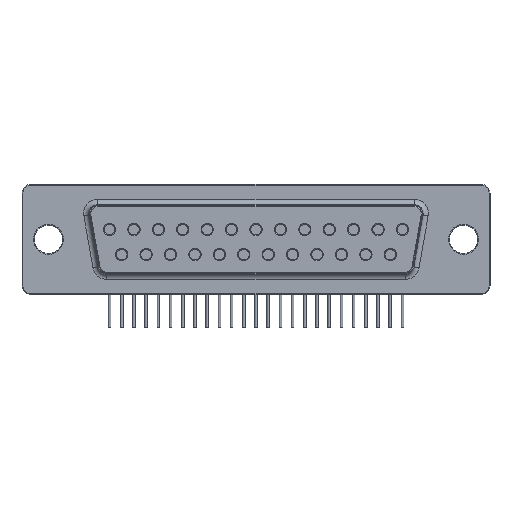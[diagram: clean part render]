
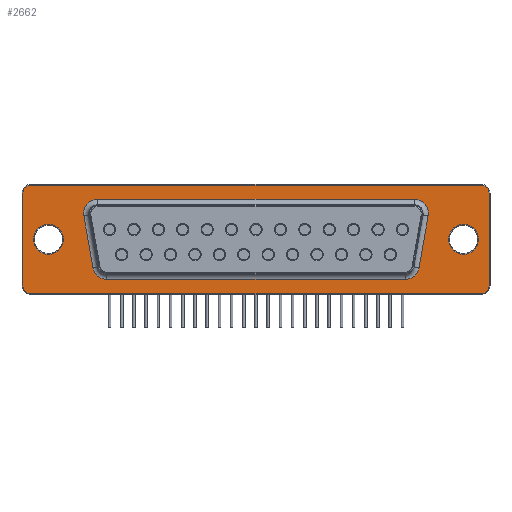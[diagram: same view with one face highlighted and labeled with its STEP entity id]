
A CAD part, front view. The second image highlights one B-rep face of the part: STEP entity #2662.
In plain terms, the highlighted planar face has unit normal (0, -1, 0).
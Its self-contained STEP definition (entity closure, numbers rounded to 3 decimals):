
#29=DIRECTION('',(0.,1.,0.));
#30=DIRECTION('',(0.,0.,-1.));
#36=VECTOR('',#37,1.);
#37=DIRECTION('',(-1.,0.,0.));
#60=DIRECTION('',(0.,0.,1.));
#66=VECTOR('',#67,1.);
#67=DIRECTION('',(1.,0.,0.));
#81=PLANE('',#82);
#82=AXIS2_PLACEMENT_3D('',#83,#84,#67);
#83=CARTESIAN_POINT('',(-16.62,-12.54,6.25));
#84=DIRECTION('',(0.,-1.,0.));
#2207=DIRECTION('',(0.985,0.,-0.173));
#2234=DIRECTION('',(-0.985,0.,-0.173));
#2419=CARTESIAN_POINT('',(-34.579,-12.54,9.2));
#2449=VECTOR('',#2450,1.);
#2450=DIRECTION('',(-0.173,0.,0.985));
#2471=CARTESIAN_POINT('',(1.339,-12.54,9.2));
#2489=CARTESIAN_POINT('',(-33.545,-12.54,3.3));
#2502=VECTOR('',#2503,1.);
#2503=DIRECTION('',(-0.173,0.,-0.985));
#2533=CARTESIAN_POINT('',(0.305,-12.54,3.3));
#2539=VERTEX_POINT('',#2540);
#2540=CARTESIAN_POINT('',(-36.155,-12.54,8.924));
#2548=VERTEX_POINT('',#2549);
#2549=CARTESIAN_POINT('',(-34.579,-12.54,10.8));
#2554=EDGE_CURVE('',#2539,#2548,#2555,.T.);
#2555=CIRCLE('',#2556,1.6);
#2556=AXIS2_PLACEMENT_3D('',#2419,#29,#2234);
#2562=ORIENTED_EDGE('',*,*,#2563,.T.);
#2563=EDGE_CURVE('',#2548,#2564,#2566,.T.);
#2564=VERTEX_POINT('',#2565);
#2565=CARTESIAN_POINT('',(1.339,-12.54,10.8));
#2566=LINE('',#2549,#66);
#2578=VERTEX_POINT('',#2579);
#2579=CARTESIAN_POINT('',(-35.121,-12.54,3.024));
#2583=ORIENTED_EDGE('',*,*,#2584,.T.);
#2584=EDGE_CURVE('',#2578,#2539,#2585,.T.);
#2585=LINE('',#2579,#2449);
#2593=VERTEX_POINT('',#2594);
#2594=CARTESIAN_POINT('',(2.915,-12.54,8.924));
#2599=EDGE_CURVE('',#2564,#2593,#2600,.T.);
#2600=CIRCLE('',#2601,1.6);
#2601=AXIS2_PLACEMENT_3D('',#2471,#29,#60);
#2609=VERTEX_POINT('',#2610);
#2610=CARTESIAN_POINT('',(-33.545,-12.54,1.7));
#2615=EDGE_CURVE('',#2609,#2578,#2616,.T.);
#2616=CIRCLE('',#2617,1.6);
#2617=AXIS2_PLACEMENT_3D('',#2489,#29,#30);
#2623=ORIENTED_EDGE('',*,*,#2624,.T.);
#2624=EDGE_CURVE('',#2593,#2625,#2627,.T.);
#2625=VERTEX_POINT('',#2626);
#2626=CARTESIAN_POINT('',(1.881,-12.54,3.024));
#2627=LINE('',#2594,#2502);
#2641=VERTEX_POINT('',#2642);
#2642=CARTESIAN_POINT('',(0.305,-12.54,1.7));
#2648=ORIENTED_EDGE('',*,*,#2649,.T.);
#2649=EDGE_CURVE('',#2641,#2609,#2650,.T.);
#2650=LINE('',#2642,#36);
#2657=EDGE_CURVE('',#2625,#2641,#2658,.T.);
#2658=CIRCLE('',#2659,1.6);
#2659=AXIS2_PLACEMENT_3D('',#2533,#29,#2207);
#2662=ADVANCED_FACE('',(#2663,#2669,#2721,#2730),#81,.T.);
#2663=FACE_BOUND('',#2664,.T.);
#2664=EDGE_LOOP('',(#2562,#2665,#2623,#2666,#2648,#2667,#2583,#2668));
#2665=ORIENTED_EDGE('',*,*,#2599,.T.);
#2666=ORIENTED_EDGE('',*,*,#2657,.T.);
#2667=ORIENTED_EDGE('',*,*,#2615,.T.);
#2668=ORIENTED_EDGE('',*,*,#2554,.T.);
#2669=FACE_BOUND('',#2670,.T.);
#2670=EDGE_LOOP('',(#2671,#2680,#2686,#2693,#2698,#2705,#2711,#2718));
#2671=ORIENTED_EDGE('',*,*,#2672,.T.);
#2672=EDGE_CURVE('',#2673,#2675,#2677,.T.);
#2673=VERTEX_POINT('',#2674);
#2674=CARTESIAN_POINT('',(8.93,-12.54,0.1));
#2675=VERTEX_POINT('',#2676);
#2676=CARTESIAN_POINT('',(9.83,-12.54,1.));
#2677=CIRCLE('',#2678,0.9);
#2678=AXIS2_PLACEMENT_3D('',#2679,#84,#30);
#2679=CARTESIAN_POINT('',(8.93,-12.54,1.));
#2680=ORIENTED_EDGE('',*,*,#2681,.T.);
#2681=EDGE_CURVE('',#2675,#2682,#2684,.T.);
#2682=VERTEX_POINT('',#2683);
#2683=CARTESIAN_POINT('',(9.83,-12.54,11.5));
#2684=LINE('',#2676,#2685);
#2685=VECTOR('',#60,1.);
#2686=ORIENTED_EDGE('',*,*,#2687,.T.);
#2687=EDGE_CURVE('',#2682,#2688,#2690,.T.);
#2688=VERTEX_POINT('',#2689);
#2689=CARTESIAN_POINT('',(8.93,-12.54,12.4));
#2690=CIRCLE('',#2691,0.9);
#2691=AXIS2_PLACEMENT_3D('',#2692,#84,#67);
#2692=CARTESIAN_POINT('',(8.93,-12.54,11.5));
#2693=ORIENTED_EDGE('',*,*,#2694,.T.);
#2694=EDGE_CURVE('',#2688,#2695,#2697,.T.);
#2695=VERTEX_POINT('',#2696);
#2696=CARTESIAN_POINT('',(-42.17,-12.54,12.4));
#2697=LINE('',#2689,#36);
#2698=ORIENTED_EDGE('',*,*,#2699,.T.);
#2699=EDGE_CURVE('',#2695,#2700,#2702,.T.);
#2700=VERTEX_POINT('',#2701);
#2701=CARTESIAN_POINT('',(-43.07,-12.54,11.5));
#2702=CIRCLE('',#2703,0.9);
#2703=AXIS2_PLACEMENT_3D('',#2704,#84,#60);
#2704=CARTESIAN_POINT('',(-42.17,-12.54,11.5));
#2705=ORIENTED_EDGE('',*,*,#2706,.T.);
#2706=EDGE_CURVE('',#2700,#2707,#2709,.T.);
#2707=VERTEX_POINT('',#2708);
#2708=CARTESIAN_POINT('',(-43.07,-12.54,1.));
#2709=LINE('',#2701,#2710);
#2710=VECTOR('',#30,1.);
#2711=ORIENTED_EDGE('',*,*,#2712,.T.);
#2712=EDGE_CURVE('',#2707,#2713,#2715,.T.);
#2713=VERTEX_POINT('',#2714);
#2714=CARTESIAN_POINT('',(-42.17,-12.54,0.1));
#2715=CIRCLE('',#2716,0.9);
#2716=AXIS2_PLACEMENT_3D('',#2717,#84,#37);
#2717=CARTESIAN_POINT('',(-42.17,-12.54,1.));
#2718=ORIENTED_EDGE('',*,*,#2719,.T.);
#2719=EDGE_CURVE('',#2713,#2673,#2720,.T.);
#2720=LINE('',#2714,#66);
#2721=FACE_BOUND('',#2722,.T.);
#2722=EDGE_LOOP('',(#2723));
#2723=ORIENTED_EDGE('',*,*,#2724,.F.);
#2724=EDGE_CURVE('',#2725,#2725,#2727,.T.);
#2725=VERTEX_POINT('',#2726);
#2726=CARTESIAN_POINT('',(8.63,-12.54,6.25));
#2727=CIRCLE('',#2728,1.7);
#2728=AXIS2_PLACEMENT_3D('',#2729,#84,#67);
#2729=CARTESIAN_POINT('',(6.93,-12.54,6.25));
#2730=FACE_BOUND('',#2731,.T.);
#2731=EDGE_LOOP('',(#2732));
#2732=ORIENTED_EDGE('',*,*,#2733,.F.);
#2733=EDGE_CURVE('',#2734,#2734,#2736,.T.);
#2734=VERTEX_POINT('',#2735);
#2735=CARTESIAN_POINT('',(-38.47,-12.54,6.25));
#2736=CIRCLE('',#2737,1.7);
#2737=AXIS2_PLACEMENT_3D('',#2738,#84,#67);
#2738=CARTESIAN_POINT('',(-40.17,-12.54,6.25));
